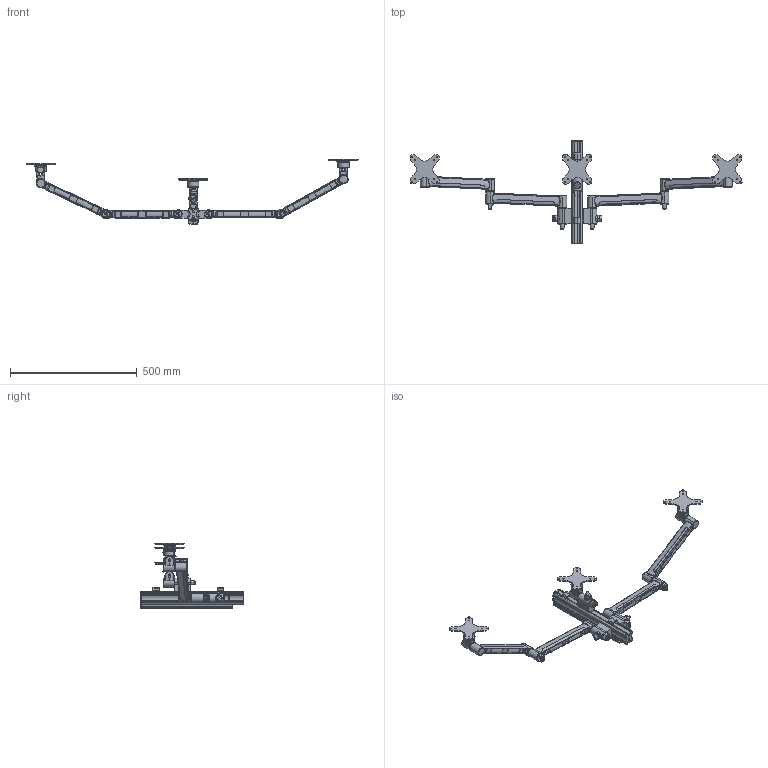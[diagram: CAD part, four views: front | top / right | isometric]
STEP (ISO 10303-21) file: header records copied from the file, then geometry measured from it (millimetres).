
FILE_DESCRIPTION (( 'STEP AP214' ), '1' );
FILE_NAME ('AWMS-3-137140_20181207 SIMPLIFIED.STEP', '2019-07-16T11:50:32', ( '' ), ( '' ), 'SwSTEP 2.0', 'SolidWorks 2015', '' );
FILE_SCHEMA (( 'AUTOMOTIVE_DESIGN' ));
Length unit declared in the file: inch
Products named in the file (9): PCA-629 SIMPLIFIED; SSY-058; SCA-630 SIMPLIFIED; SSY-059 SIMPLIFIED; SSY-059 SIMPLIFIED_without cable management; AWM-P40_180607A SIMPLIFIED; AWMS-3-137140_20181207 SIMPLIFIED; SRCA001 SIMPLIFIED; SNTB_SUB SIMPLIFIED
Assembly tree (20 placements, depth 2):
  AWMS-3-137140_20181207 SIMPLIFIED
    AWM-P40_180607A SIMPLIFIED
    SRCA001 SIMPLIFIED  x3
    SSY-059 SIMPLIFIED  x2
    SSY-059 SIMPLIFIED_without cable management  x2
    SSY-058  x3
    PCA-629 SIMPLIFIED  x3
    SNTB_SUB SIMPLIFIED  x3
    SCA-630 SIMPLIFIED  x3
Bounding box: 1310.05 x 403.23 x 258.11 mm (x, y, z)
Volume: 2497504 mm3; surface area: 638885.9 mm2
Topology: 40 solids, 40 shells, 2381 faces, 6091 edges, 3737 vertices
Faces by surface type: bspline 1086, cylinder 738, plane 373, torus 102, cone 52, sphere 30
Entity records: 56633 total; most frequent: CARTESIAN_POINT 33166, ORIENTED_EDGE 5518, DIRECTION 3923, EDGE_CURVE 2759, VERTEX_POINT 1725, AXIS2_PLACEMENT_3D 1607, EDGE_LOOP 1114, ADVANCED_FACE 1078
